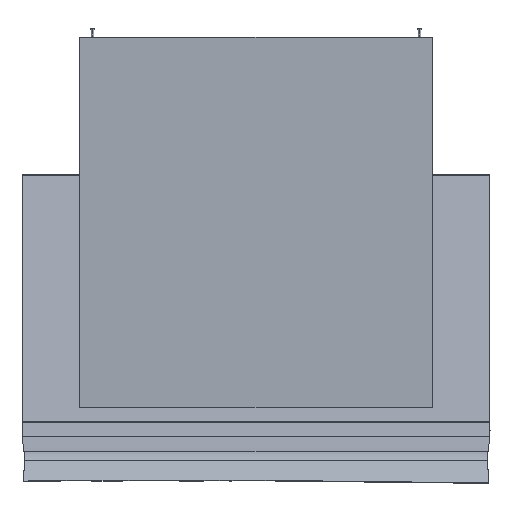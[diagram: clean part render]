
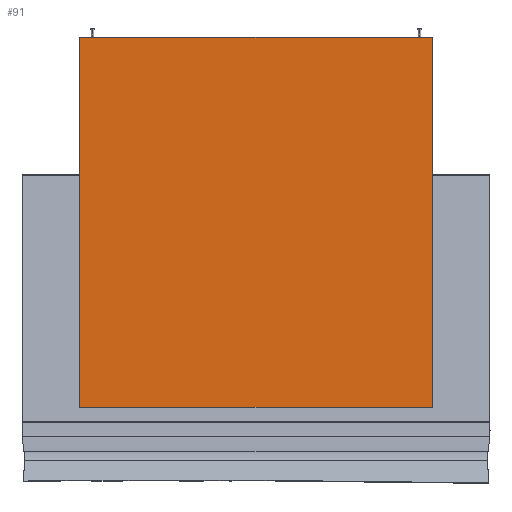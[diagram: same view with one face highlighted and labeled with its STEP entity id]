
A CAD part, top view. The second image highlights one B-rep face of the part: STEP entity #91.
In plain terms, the highlighted planar face has unit normal (0, 0, 1).
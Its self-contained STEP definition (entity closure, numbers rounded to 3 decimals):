
#47 = ORIENTED_EDGE ( 'NONE', *, *, #77, .F. ) ;
#73 = VERTEX_POINT ( 'NONE', #802 ) ;
#77 = EDGE_CURVE ( 'NONE', #73, #82, #801, .T. ) ;
#82 = VERTEX_POINT ( 'NONE', #785 ) ;
#89 = ORIENTED_EDGE ( 'NONE', *, *, #93, .T. ) ;
#91 = ADVANCED_FACE ( 'NONE', ( #779 ), #839, .F. ) ;
#92 = EDGE_LOOP ( 'NONE', ( #89, #142, #141, #47 ) ) ;
#93 = EDGE_CURVE ( 'NONE', #73, #672, #837, .T. ) ;
#97 = EDGE_CURVE ( 'NONE', #82, #208, #830, .T. ) ;
#141 = ORIENTED_EDGE ( 'NONE', *, *, #97, .F. ) ;
#142 = ORIENTED_EDGE ( 'NONE', *, *, #673, .F. ) ;
#208 = VERTEX_POINT ( 'NONE', #1015 ) ;
#672 = VERTEX_POINT ( 'NONE', #1993 ) ;
#673 = EDGE_CURVE ( 'NONE', #208, #672, #1992, .T. ) ;
#779 = FACE_OUTER_BOUND ( 'NONE', #92, .T. ) ;
#785 = CARTESIAN_POINT ( 'NONE',  ( 307.5, 290., 615. ) ) ;
#798 = DIRECTION ( 'NONE',  ( 1., 0., 0. ) ) ;
#799 = VECTOR ( 'NONE', #798, 1000. ) ;
#800 = CARTESIAN_POINT ( 'NONE',  ( 307.5, 290., 615. ) ) ;
#801 = LINE ( 'NONE', #800, #799 ) ;
#802 = CARTESIAN_POINT ( 'NONE',  ( -307.5, 290., 615. ) ) ;
#827 = DIRECTION ( 'NONE',  ( 0., -1., 0. ) ) ;
#828 = VECTOR ( 'NONE', #827, 1000. ) ;
#829 = CARTESIAN_POINT ( 'NONE',  ( 307.5, 290., 615. ) ) ;
#830 = LINE ( 'NONE', #829, #828 ) ;
#831 = DIRECTION ( 'NONE',  ( 0., -1., 0. ) ) ;
#832 = VECTOR ( 'NONE', #831, 1000. ) ;
#833 = CARTESIAN_POINT ( 'NONE',  ( -307.5, 290., 615. ) ) ;
#834 = DIRECTION ( 'NONE',  ( -1., 0., 0. ) ) ;
#835 = DIRECTION ( 'NONE',  ( 0., 0., -1. ) ) ;
#836 = CARTESIAN_POINT ( 'NONE',  ( 307.5, 290., 615. ) ) ;
#837 = LINE ( 'NONE', #833, #832 ) ;
#838 = AXIS2_PLACEMENT_3D ( 'NONE', #836, #835, #834 ) ;
#839 = PLANE ( 'NONE',  #838 ) ;
#1015 = CARTESIAN_POINT ( 'NONE',  ( 307.5, -355.07, 615. ) ) ;
#1989 = DIRECTION ( 'NONE',  ( -1., 0., 0. ) ) ;
#1990 = VECTOR ( 'NONE', #1989, 1000. ) ;
#1991 = CARTESIAN_POINT ( 'NONE',  ( 307.5, -355.07, 615. ) ) ;
#1992 = LINE ( 'NONE', #1991, #1990 ) ;
#1993 = CARTESIAN_POINT ( 'NONE',  ( -307.5, -355.07, 615. ) ) ;
